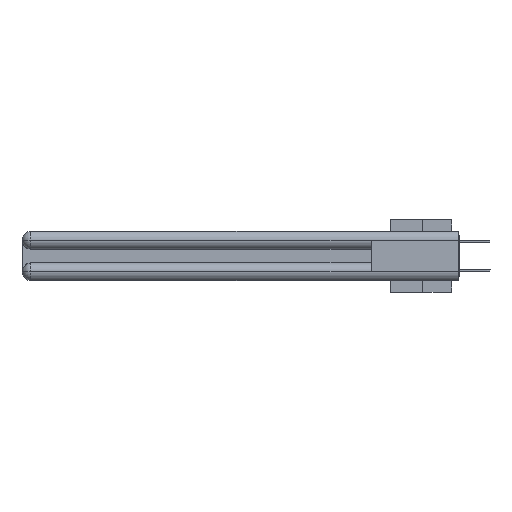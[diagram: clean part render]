
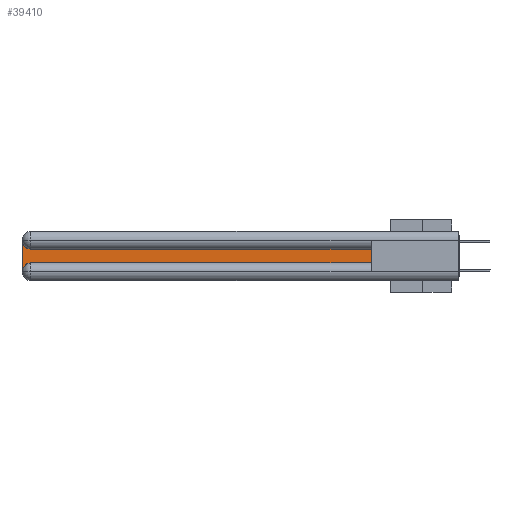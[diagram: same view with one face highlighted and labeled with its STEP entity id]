
A CAD part, left-side view. The second image highlights one B-rep face of the part: STEP entity #39410.
In plain terms, the highlighted planar face has unit normal (-1, 0, 0).
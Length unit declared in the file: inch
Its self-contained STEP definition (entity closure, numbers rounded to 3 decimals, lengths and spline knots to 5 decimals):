
#1261 = CARTESIAN_POINT ( 'NONE',  ( 0.075, 3., -0.2775 ) ) ;
#1301 = DIRECTION ( 'NONE',  ( 0., 0., -1. ) ) ;
#2280 = DIRECTION ( 'NONE',  ( 0., 0., 1. ) ) ;
#2374 = EDGE_LOOP ( 'NONE', ( #21494, #32489, #40309, #31490, #18789, #28602 ) ) ;
#2896 = AXIS2_PLACEMENT_3D ( 'NONE', #11428, #33443, #8744 ) ;
#3391 = CIRCLE ( 'NONE', #10641, 0.06 ) ;
#3458 = DIRECTION ( 'NONE',  ( 0., -1., 0. ) ) ;
#4230 = CARTESIAN_POINT ( 'NONE',  ( 0.075, 0.6, -0.1225 ) ) ;
#4850 = AXIS2_PLACEMENT_3D ( 'NONE', #29520, #19869, #1301 ) ;
#5128 = CARTESIAN_POINT ( 'NONE',  ( 0.075, 2.94, -0.2775 ) ) ;
#5589 = CARTESIAN_POINT ( 'NONE',  ( 0.075, 0.6, -0.2175 ) ) ;
#6765 = VECTOR ( 'NONE', #3458, 39.37008 ) ;
#8286 = LINE ( 'NONE', #5589, #40691 ) ;
#8744 = DIRECTION ( 'NONE',  ( 0., 0., -1. ) ) ;
#10404 = FACE_OUTER_BOUND ( 'NONE', #2374, .T. ) ;
#10641 = AXIS2_PLACEMENT_3D ( 'NONE', #5128, #20772, #32727 ) ;
#11428 = CARTESIAN_POINT ( 'NONE',  ( 0.075, 2.94, -0.0625 ) ) ;
#11514 = VECTOR ( 'NONE', #20175, 39.37008 ) ;
#13404 = VERTEX_POINT ( 'NONE', #34885 ) ;
#13955 = EDGE_CURVE ( 'NONE', #30241, #13404, #3391, .T. ) ;
#15495 = VERTEX_POINT ( 'NONE', #33993 ) ;
#16996 = EDGE_CURVE ( 'NONE', #33544, #36760, #8286, .T. ) ;
#18789 = ORIENTED_EDGE ( 'NONE', *, *, #30374, .T. ) ;
#19869 = DIRECTION ( 'NONE',  ( 1., 0., 0. ) ) ;
#20175 = DIRECTION ( 'NONE',  ( 0., 0., -1. ) ) ;
#20683 = LINE ( 'NONE', #23767, #34207 ) ;
#20772 = DIRECTION ( 'NONE',  ( 1., 0., 0. ) ) ;
#21460 = EDGE_CURVE ( 'NONE', #24691, #30241, #29414, .T. ) ;
#21494 = ORIENTED_EDGE ( 'NONE', *, *, #27880, .T. ) ;
#23269 = CARTESIAN_POINT ( 'NONE',  ( 0.075, 3., -0.0625 ) ) ;
#23767 = CARTESIAN_POINT ( 'NONE',  ( 0.075, 0.6, -0.1225 ) ) ;
#24179 = DIRECTION ( 'NONE',  ( 0., 1., 0. ) ) ;
#24691 = VERTEX_POINT ( 'NONE', #23269 ) ;
#26447 = CARTESIAN_POINT ( 'NONE',  ( 0.075, 0.6, -0.2175 ) ) ;
#27880 = EDGE_CURVE ( 'NONE', #36760, #15495, #20683, .T. ) ;
#28602 = ORIENTED_EDGE ( 'NONE', *, *, #16996, .T. ) ;
#29414 = LINE ( 'NONE', #32110, #11514 ) ;
#29520 = CARTESIAN_POINT ( 'NONE',  ( 0.075, 3., -0.1225 ) ) ;
#30241 = VERTEX_POINT ( 'NONE', #1261 ) ;
#30374 = EDGE_CURVE ( 'NONE', #13404, #33544, #37871, .T. ) ;
#31490 = ORIENTED_EDGE ( 'NONE', *, *, #13955, .T. ) ;
#32110 = CARTESIAN_POINT ( 'NONE',  ( 0.075, 3., -0.2175 ) ) ;
#32489 = ORIENTED_EDGE ( 'NONE', *, *, #36959, .T. ) ;
#32636 = PLANE ( 'NONE',  #4850 ) ;
#32727 = DIRECTION ( 'NONE',  ( 0., 0., -1. ) ) ;
#33443 = DIRECTION ( 'NONE',  ( 1., 0., 0. ) ) ;
#33544 = VERTEX_POINT ( 'NONE', #26447 ) ;
#33993 = CARTESIAN_POINT ( 'NONE',  ( 0.075, 2.94, -0.1225 ) ) ;
#34207 = VECTOR ( 'NONE', #24179, 39.37008 ) ;
#34885 = CARTESIAN_POINT ( 'NONE',  ( 0.075, 2.94, -0.2175 ) ) ;
#36760 = VERTEX_POINT ( 'NONE', #4230 ) ;
#36959 = EDGE_CURVE ( 'NONE', #15495, #24691, #37791, .T. ) ;
#37260 = CARTESIAN_POINT ( 'NONE',  ( 0.075, 0.6, -0.2175 ) ) ;
#37791 = CIRCLE ( 'NONE', #2896, 0.06 ) ;
#37871 = LINE ( 'NONE', #37260, #6765 ) ;
#39410 = ADVANCED_FACE ( 'NONE', ( #10404 ), #32636, .F. ) ;
#40309 = ORIENTED_EDGE ( 'NONE', *, *, #21460, .T. ) ;
#40691 = VECTOR ( 'NONE', #2280, 39.37008 ) ;
